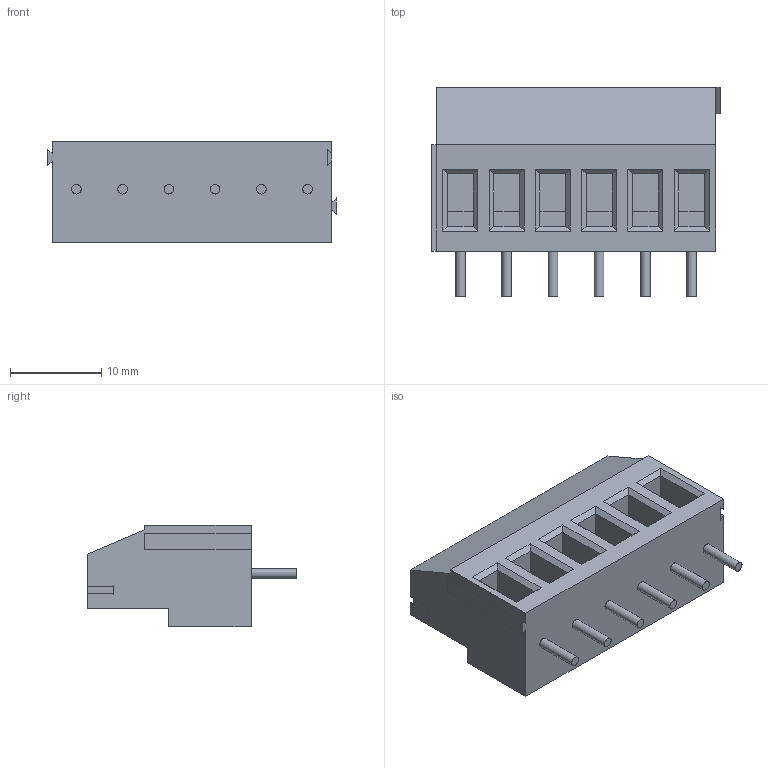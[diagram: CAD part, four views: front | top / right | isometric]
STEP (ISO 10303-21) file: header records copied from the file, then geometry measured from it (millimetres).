
FILE_DESCRIPTION(/* description */ (''),/* implementation_level */ '2;1');
FILE_NAME(/* name */ 'TerminalBlock_Phoenix_MKDS-3-6-5.08_1x06_P5.08mm_Horizontal.stp',/* time_stamp */ '2019-08-31T16:49:30+02:00',/* author */ ('Sébastien'),/* organization */ (''),/* preprocessor_version */ 'ST-DEVELOPER v16.13',/* originating_system */ 'Autodesk Inventor 2018',/* authorisation */ '');
FILE_SCHEMA (('AUTOMOTIVE_DESIGN { 1 0 10303 214 3 1 1 }'));
Length unit declared in the file: millimetre
Products named in the file (1): bornier_vert_5.08_variable
Bounding box: 31.7 x 23 x 11.2 mm (x, y, z)
Volume: 4620.9 mm3; surface area: 2926.7 mm2
Topology: 1 solids, 1 shells, 164 faces, 408 edges, 264 vertices
Faces by surface type: plane 152, cylinder 12
Full cylindrical faces by diameter (mm): 1.05 x6, 3.9 x6
Entity records: 4836 total; most frequent: CARTESIAN_POINT 813, ORIENTED_EDGE 780, DIRECTION 762, EDGE_CURVE 390, LINE 348, VECTOR 348, VERTEX_POINT 258, AXIS2_PLACEMENT_3D 207
